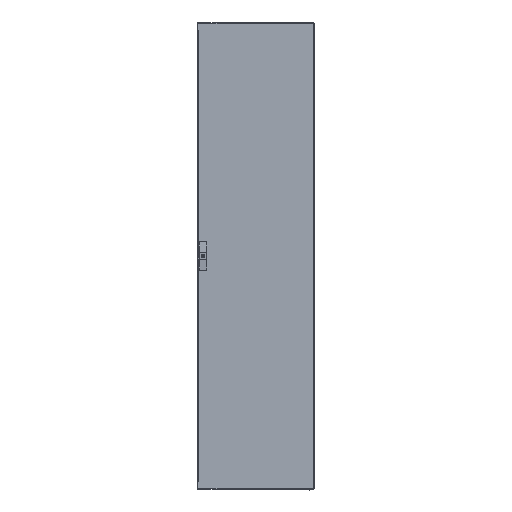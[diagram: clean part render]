
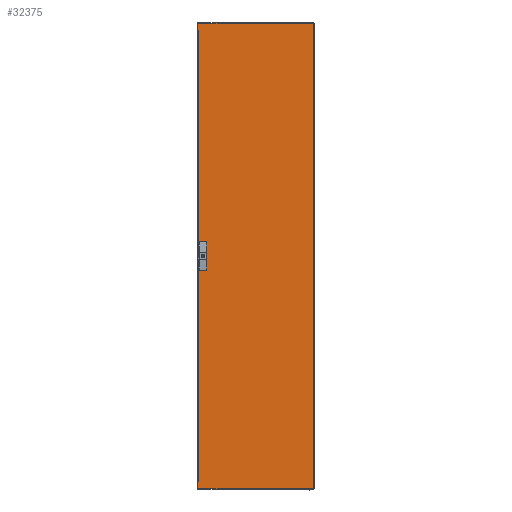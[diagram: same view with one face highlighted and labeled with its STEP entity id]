
A CAD part, top view. The second image highlights one B-rep face of the part: STEP entity #32375.
In plain terms, the highlighted planar face has unit normal (0, 0, 1).
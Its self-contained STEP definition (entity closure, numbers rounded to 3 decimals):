
#5979 = CARTESIAN_POINT ( 'NONE',  ( -247.5, -992., 0. ) ) ;
#6531 = VECTOR ( 'NONE', #110390, 1000. ) ;
#7316 = ORIENTED_EDGE ( 'NONE', *, *, #55749, .T. ) ;
#10466 = CARTESIAN_POINT ( 'NONE',  ( 244.5, -992.859, 0. ) ) ;
#11131 = CARTESIAN_POINT ( 'NONE',  ( -244.5, 960., 0. ) ) ;
#13536 = EDGE_CURVE ( 'NONE', #76547, #112358, #40462, .T. ) ;
#20152 = ORIENTED_EDGE ( 'NONE', *, *, #35990, .T. ) ;
#22530 = AXIS2_PLACEMENT_3D ( 'NONE', #72196, #72955, #107948 ) ;
#25149 = EDGE_CURVE ( 'NONE', #58903, #69317, #101439, .T. ) ;
#27091 = DIRECTION ( 'NONE',  ( 0., -1., 0. ) ) ;
#30887 = VECTOR ( 'NONE', #98897, 1000. ) ;
#32375 = ADVANCED_FACE ( 'NONE', ( #59913 ), #108345, .T. ) ;
#33497 = DIRECTION ( 'NONE',  ( 1., 0., 0. ) ) ;
#33942 = CARTESIAN_POINT ( 'NONE',  ( 244.5, 992., 0. ) ) ;
#35990 = EDGE_CURVE ( 'NONE', #98909, #58903, #102447, .T. ) ;
#36557 = CARTESIAN_POINT ( 'NONE',  ( -247.5, -995., 0. ) ) ;
#39372 = CARTESIAN_POINT ( 'NONE',  ( -247.5, -992., 0. ) ) ;
#40462 = LINE ( 'NONE', #87643, #87122 ) ;
#41578 = ORIENTED_EDGE ( 'NONE', *, *, #95069, .T. ) ;
#49551 = ORIENTED_EDGE ( 'NONE', *, *, #66641, .T. ) ;
#51308 = VECTOR ( 'NONE', #111448, 1000. ) ;
#52324 = EDGE_CURVE ( 'NONE', #55399, #98909, #87519, .T. ) ;
#53915 = CARTESIAN_POINT ( 'NONE',  ( -247.5, 992., 0. ) ) ;
#54583 = ORIENTED_EDGE ( 'NONE', *, *, #13536, .T. ) ;
#55399 = VERTEX_POINT ( 'NONE', #116634 ) ;
#55749 = EDGE_CURVE ( 'NONE', #112358, #109540, #81129, .T. ) ;
#57199 = EDGE_CURVE ( 'NONE', #69317, #105707, #69485, .T. ) ;
#58903 = VERTEX_POINT ( 'NONE', #93142 ) ;
#59603 = CARTESIAN_POINT ( 'NONE',  ( -244.5, -960., 0. ) ) ;
#59913 = FACE_OUTER_BOUND ( 'NONE', #88399, .T. ) ;
#60059 = DIRECTION ( 'NONE',  ( 1., 0., 0. ) ) ;
#66641 = EDGE_CURVE ( 'NONE', #109540, #55399, #67242, .T. ) ;
#66940 = CARTESIAN_POINT ( 'NONE',  ( -247.5, -995., 0. ) ) ;
#67242 = LINE ( 'NONE', #84015, #6531 ) ;
#69241 = VECTOR ( 'NONE', #27091, 1000. ) ;
#69317 = VERTEX_POINT ( 'NONE', #33942 ) ;
#69485 = LINE ( 'NONE', #113303, #97718 ) ;
#72196 = CARTESIAN_POINT ( 'NONE',  ( 0., 0., 0. ) ) ;
#72955 = DIRECTION ( 'NONE',  ( 0., 0., 1. ) ) ;
#73971 = LINE ( 'NONE', #66940, #51308 ) ;
#76547 = VERTEX_POINT ( 'NONE', #97481 ) ;
#76838 = CARTESIAN_POINT ( 'NONE',  ( -244.5, 960., 0. ) ) ;
#81129 = LINE ( 'NONE', #76838, #83923 ) ;
#83923 = VECTOR ( 'NONE', #103961, 1000. ) ;
#84015 = CARTESIAN_POINT ( 'NONE',  ( 0., -960., 0. ) ) ;
#87122 = VECTOR ( 'NONE', #60059, 1000. ) ;
#87519 = LINE ( 'NONE', #36557, #69241 ) ;
#87627 = ORIENTED_EDGE ( 'NONE', *, *, #52324, .T. ) ;
#87643 = CARTESIAN_POINT ( 'NONE',  ( 0., 960., 0. ) ) ;
#88399 = EDGE_LOOP ( 'NONE', ( #41578, #54583, #7316, #49551, #87627, #20152, #99866, #109572 ) ) ;
#93142 = CARTESIAN_POINT ( 'NONE',  ( 244.5, -992., 0. ) ) ;
#94049 = DIRECTION ( 'NONE',  ( -1., 0., 0. ) ) ;
#95069 = EDGE_CURVE ( 'NONE', #105707, #76547, #73971, .T. ) ;
#97481 = CARTESIAN_POINT ( 'NONE',  ( -247.5, 960., 0. ) ) ;
#97718 = VECTOR ( 'NONE', #94049, 1000. ) ;
#98897 = DIRECTION ( 'NONE',  ( 0., 1., 0. ) ) ;
#98909 = VERTEX_POINT ( 'NONE', #39372 ) ;
#99866 = ORIENTED_EDGE ( 'NONE', *, *, #25149, .T. ) ;
#101439 = LINE ( 'NONE', #10466, #30887 ) ;
#102447 = LINE ( 'NONE', #5979, #108081 ) ;
#103961 = DIRECTION ( 'NONE',  ( 0., -1., 0. ) ) ;
#105707 = VERTEX_POINT ( 'NONE', #53915 ) ;
#107948 = DIRECTION ( 'NONE',  ( 1., 0., 0. ) ) ;
#108081 = VECTOR ( 'NONE', #33497, 1000. ) ;
#108345 = PLANE ( 'NONE',  #22530 ) ;
#109540 = VERTEX_POINT ( 'NONE', #59603 ) ;
#109572 = ORIENTED_EDGE ( 'NONE', *, *, #57199, .T. ) ;
#110390 = DIRECTION ( 'NONE',  ( -1., 0., 0. ) ) ;
#111448 = DIRECTION ( 'NONE',  ( 0., -1., 0. ) ) ;
#112358 = VERTEX_POINT ( 'NONE', #11131 ) ;
#113303 = CARTESIAN_POINT ( 'NONE',  ( 245.359, 992., 0. ) ) ;
#116634 = CARTESIAN_POINT ( 'NONE',  ( -247.5, -960., 0. ) ) ;
